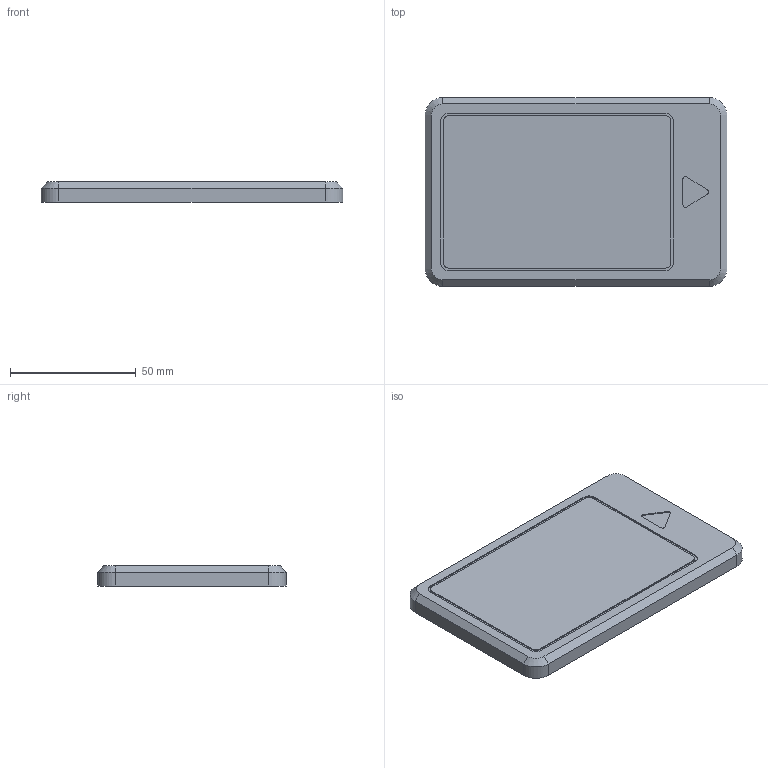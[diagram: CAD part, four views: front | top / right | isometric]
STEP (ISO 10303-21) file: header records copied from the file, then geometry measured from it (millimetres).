
FILE_DESCRIPTION(/* description */ (''),/* implementation_level */ '2;1');
FILE_NAME(/* name */ 'CartTop_StandardBridging_EqualCorners.stp',/* time_stamp */ '2025-07-10T16:25:53-06:00',/* author */ (''),/* organization */ (''),/* preprocessor_version */ 'ST-DEVELOPER v20',/* originating_system */ 'SIEMENS PLM Software NX2412.4001',/* authorisation */ '');
FILE_SCHEMA (('AUTOMOTIVE_DESIGN { 1 0 10303 214 3 1 1 1 }'));
Length unit declared in the file: millimetre
Products named in the file (1): CartRecreation_Top
Bounding box: 120 x 75 x 8 mm (x, y, z)
Volume: 29144 mm3; surface area: 22366.4 mm2
Topology: 1 solids, 1 shells, 77 faces, 190 edges, 124 vertices
Faces by surface type: plane 50, cylinder 19, cone 8
Entity records: 2294 total; most frequent: DIRECTION 396, CARTESIAN_POINT 392, ORIENTED_EDGE 380, EDGE_CURVE 190, LINE 140, VECTOR 140, AXIS2_PLACEMENT_3D 128, VERTEX_POINT 124
